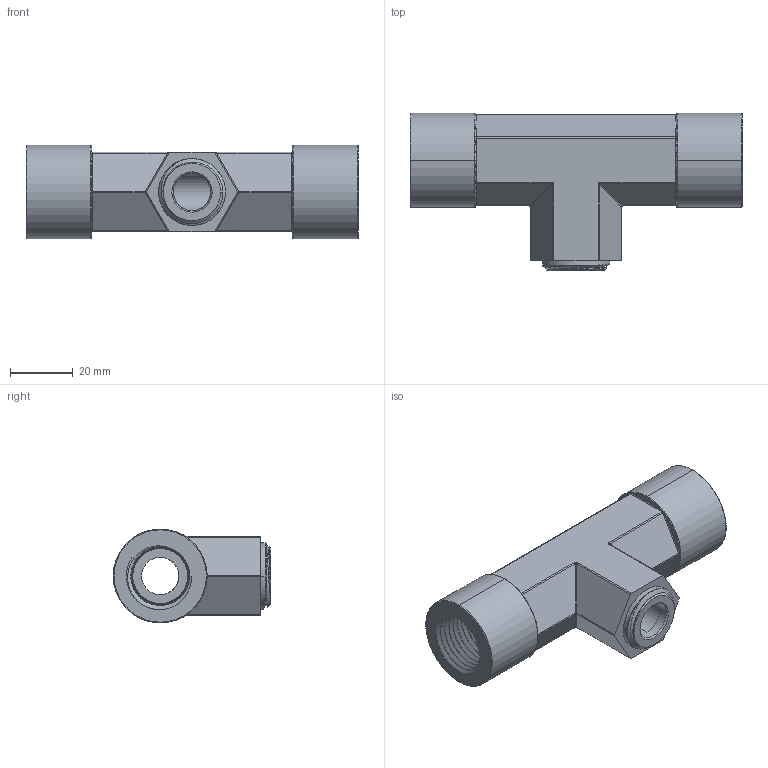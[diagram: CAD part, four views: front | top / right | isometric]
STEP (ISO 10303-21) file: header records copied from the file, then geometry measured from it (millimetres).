
FILE_DESCRIPTION((''),'2;1');
FILE_NAME('001_H-SBT_MASTER','2025-07-07T15:59:36',('Administrator'),(''),'CREO PARAMETRIC BY PTC INC, 2020414','CREO PARAMETRIC BY PTC INC, 2020414','');
FILE_SCHEMA(('AUTOMOTIVE_DESIGN { 1 0 10303 214 1 1 1 1 }'));
Length unit declared in the file: millimetre
Products named in the file (1): 001_H-SBT_MASTER
Bounding box: 106 x 50.3 x 30 mm (x, y, z)
Volume: 54719.4 mm3; surface area: 20980.4 mm2
Topology: 1 solids, 1 shells, 201 faces, 516 edges, 329 vertices
Faces by surface type: cone 47, cylinder 44, bspline 41, plane 36, torus 32, extrusion 1
Entity records: 24905 total; most frequent: CARTESIAN_POINT 18668, ORIENTED_EDGE 1014, DIRECTION 838, PRESENTATION_STYLE_ASSIGNMENT 518, STYLED_ITEM 518, CURVE_STYLE 517, EDGE_CURVE 507, AXIS2_PLACEMENT_3D 333
